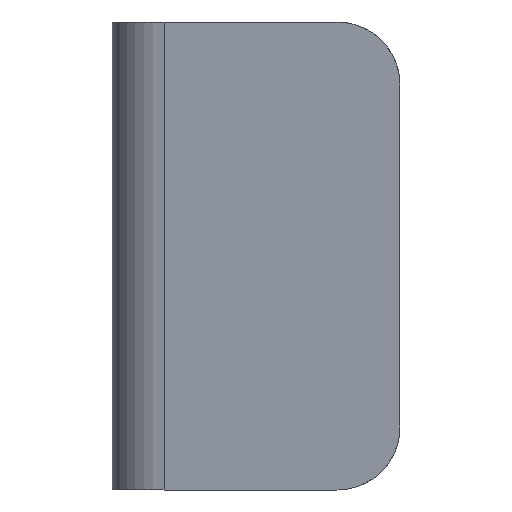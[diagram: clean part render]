
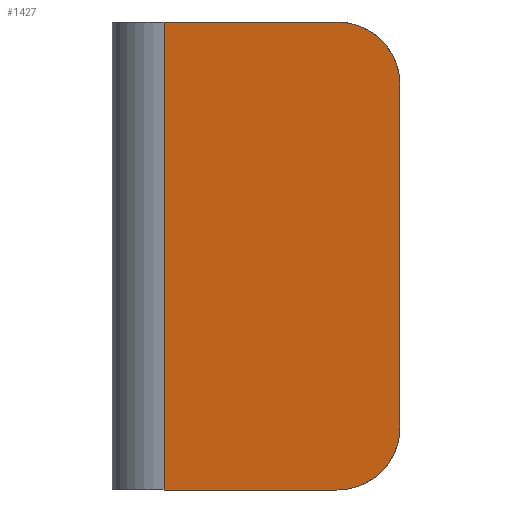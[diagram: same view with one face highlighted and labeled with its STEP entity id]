
A CAD part, left-side view. The second image highlights one B-rep face of the part: STEP entity #1427.
In plain terms, the highlighted planar face has unit normal (-0.985, 0.174, 0).
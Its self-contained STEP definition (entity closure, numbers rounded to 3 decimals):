
#34=ELLIPSE('',#1525,3.554,3.5);
#35=ELLIPSE('',#1527,3.554,3.5);
#75=FACE_OUTER_BOUND('',#148,.T.);
#148=EDGE_LOOP('',(#1093,#1094,#1095,#1096,#1097,#1098));
#203=LINE('',#1989,#385);
#240=LINE('',#2095,#422);
#244=LINE('',#2105,#426);
#249=LINE('',#2114,#431);
#385=VECTOR('',#1601,10.);
#422=VECTOR('',#1696,10.);
#426=VECTOR('',#1706,10.);
#431=VECTOR('',#1713,10.);
#578=VERTEX_POINT('',#1975);
#584=VERTEX_POINT('',#1987);
#624=VERTEX_POINT('',#2094);
#627=VERTEX_POINT('',#2104);
#629=VERTEX_POINT('',#2111);
#630=VERTEX_POINT('',#2113);
#723=EDGE_CURVE('',#584,#578,#203,.F.);
#776=EDGE_CURVE('',#578,#624,#240,.T.);
#781=EDGE_CURVE('',#627,#624,#244,.T.);
#786=EDGE_CURVE('',#630,#629,#249,.T.);
#788=EDGE_CURVE('',#584,#630,#34,.T.);
#789=EDGE_CURVE('',#629,#627,#35,.T.);
#1093=ORIENTED_EDGE('',*,*,#776,.F.);
#1094=ORIENTED_EDGE('',*,*,#723,.F.);
#1095=ORIENTED_EDGE('',*,*,#788,.T.);
#1096=ORIENTED_EDGE('',*,*,#786,.T.);
#1097=ORIENTED_EDGE('',*,*,#789,.T.);
#1098=ORIENTED_EDGE('',*,*,#781,.T.);
#1358=PLANE('',#1535);
#1427=ADVANCED_FACE('',(#75),#1358,.T.);
#1525=AXIS2_PLACEMENT_3D('',#2117,#1717,#1718);
#1527=AXIS2_PLACEMENT_3D('',#2119,#1721,#1722);
#1535=AXIS2_PLACEMENT_3D('',#2210,#1779,#1780);
#1601=DIRECTION('',(-0.174,-0.985,0.));
#1696=DIRECTION('',(0.,0.,1.));
#1706=DIRECTION('',(0.174,0.985,0.));
#1713=DIRECTION('',(0.,0.,1.));
#1717=DIRECTION('center_axis',(-0.985,0.174,0.));
#1718=DIRECTION('ref_axis',(-0.174,-0.985,0.));
#1721=DIRECTION('center_axis',(-0.985,0.174,0.));
#1722=DIRECTION('ref_axis',(0.174,0.985,0.));
#1779=DIRECTION('center_axis',(-0.985,0.174,0.));
#1780=DIRECTION('ref_axis',(0.,0.,
1.));
#1975=CARTESIAN_POINT('',(-16.01,5.108,-13.));
#1987=CARTESIAN_POINT('',(-17.704,-4.5,-13.));
#1989=CARTESIAN_POINT('',(-17.624,-4.046,-13.));
#2094=CARTESIAN_POINT('',(-16.01,5.108,13.));
#2095=CARTESIAN_POINT('',(-16.01,5.108,0.));
#2104=CARTESIAN_POINT('',(-17.704,-4.5,13.));
#2105=CARTESIAN_POINT('',(-17.654,-4.217,13.));
#2111=CARTESIAN_POINT('',(-18.321,-8.,9.5));
#2113=CARTESIAN_POINT('',(-18.321,-8.,-9.5));
#2114=CARTESIAN_POINT('',(-18.321,-8.,-11.25));
#2117=CARTESIAN_POINT('Origin',(-17.704,-4.5,-9.5));
#2119=CARTESIAN_POINT('Origin',(-17.704,-4.5,9.5));
#2210=CARTESIAN_POINT('Origin',(-17.671,-4.31,-13.));
